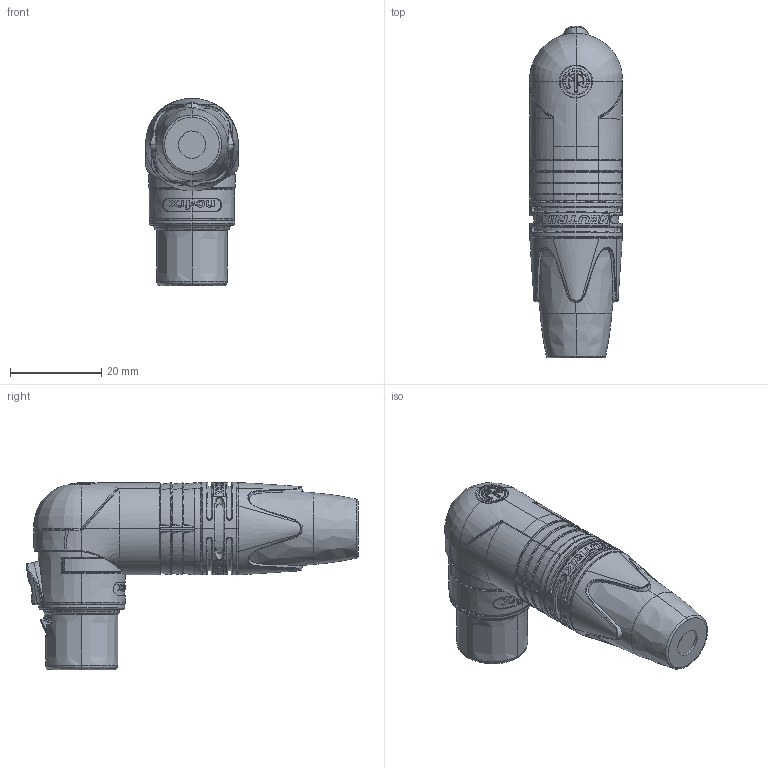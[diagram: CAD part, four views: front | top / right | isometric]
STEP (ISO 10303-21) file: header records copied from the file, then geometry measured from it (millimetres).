
FILE_DESCRIPTION((''),'2;1');
FILE_NAME('NC3FRX','2019-09-16T07:47:53',('odo'),(''),'CREO PARAMETRIC BY PTC INC, 2018500','CREO PARAMETRIC BY PTC INC, 2018500','');
FILE_SCHEMA(('CONFIG_CONTROL_DESIGN'));
Products named in the file (1): NC3FRX
Bounding box: 20.3 x 72.73 x 41.05 mm (x, y, z)
Volume: 24230.1 mm3; surface area: 7185.5 mm2
Topology: 1 solids, 5 shells, 1500 faces, 3945 edges, 2495 vertices
Faces by surface type: plane 621, bspline 380, cylinder 202, extrusion 143, torus 85, cone 41, sphere 24, revolution 4
Entity records: 71293 total; most frequent: CARTESIAN_POINT 38106, ORIENTED_EDGE 7880, DIRECTION 5303, EDGE_CURVE 3940, VERTEX_POINT 2495, VECTOR 1839, AXIS2_PLACEMENT_3D 1730, LINE 1696
